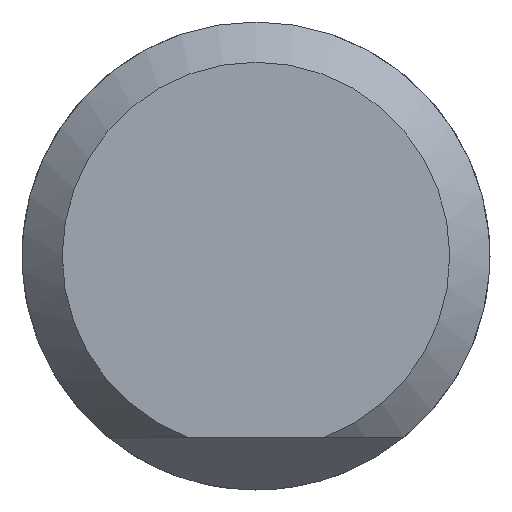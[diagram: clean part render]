
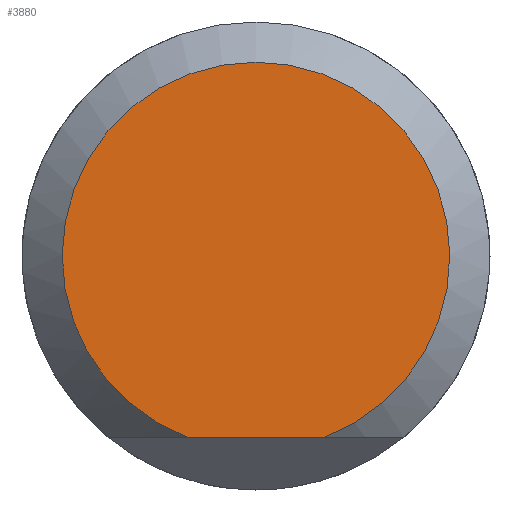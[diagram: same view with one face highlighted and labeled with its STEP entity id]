
A CAD part, left-side view. The second image highlights one B-rep face of the part: STEP entity #3880.
In plain terms, the highlighted planar face has unit normal (-1, 0, 0).
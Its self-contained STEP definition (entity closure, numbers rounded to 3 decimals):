
#44 = CARTESIAN_POINT ( 'NONE',  ( 0., -2.335, -6.2 ) ) ;
#583 = CIRCLE ( 'NONE', #2037, 6.625 ) ;
#789 = VERTEX_POINT ( 'NONE', #3101 ) ;
#818 = DIRECTION ( 'NONE',  ( -1., 0., 0. ) ) ;
#1254 = DIRECTION ( 'NONE',  ( 0., 0., 1. ) ) ;
#1577 = ORIENTED_EDGE ( 'NONE', *, *, #4435, .T. ) ;
#1833 = PLANE ( 'NONE',  #2224 ) ;
#1989 = DIRECTION ( 'NONE',  ( 0., 0., -1. ) ) ;
#2037 = AXIS2_PLACEMENT_3D ( 'NONE', #2442, #818, #1254 ) ;
#2224 = AXIS2_PLACEMENT_3D ( 'NONE', #3220, #2376, #1989 ) ;
#2376 = DIRECTION ( 'NONE',  ( 1., 0., 0. ) ) ;
#2442 = CARTESIAN_POINT ( 'NONE',  ( 0., 0., 0. ) ) ;
#2490 = VERTEX_POINT ( 'NONE', #44 ) ;
#3101 = CARTESIAN_POINT ( 'NONE',  ( 0., 2.335, -6.2 ) ) ;
#3220 = CARTESIAN_POINT ( 'NONE',  ( 0., 0., 0. ) ) ;
#3269 = VECTOR ( 'NONE', #3997, 1000. ) ;
#3310 = EDGE_CURVE ( 'NONE', #2490, #789, #4803, .T. ) ;
#3335 = EDGE_LOOP ( 'NONE', ( #1577, #4439 ) ) ;
#3880 = ADVANCED_FACE ( 'NONE', ( #4199 ), #1833, .F. ) ;
#3997 = DIRECTION ( 'NONE',  ( 0., 1., 0. ) ) ;
#4199 = FACE_OUTER_BOUND ( 'NONE', #3335, .T. ) ;
#4435 = EDGE_CURVE ( 'NONE', #2490, #789, #583, .T. ) ;
#4439 = ORIENTED_EDGE ( 'NONE', *, *, #3310, .F. ) ;
#4526 = CARTESIAN_POINT ( 'NONE',  ( 0., -8., -6.2 ) ) ;
#4803 = LINE ( 'NONE', #4526, #3269 ) ;
